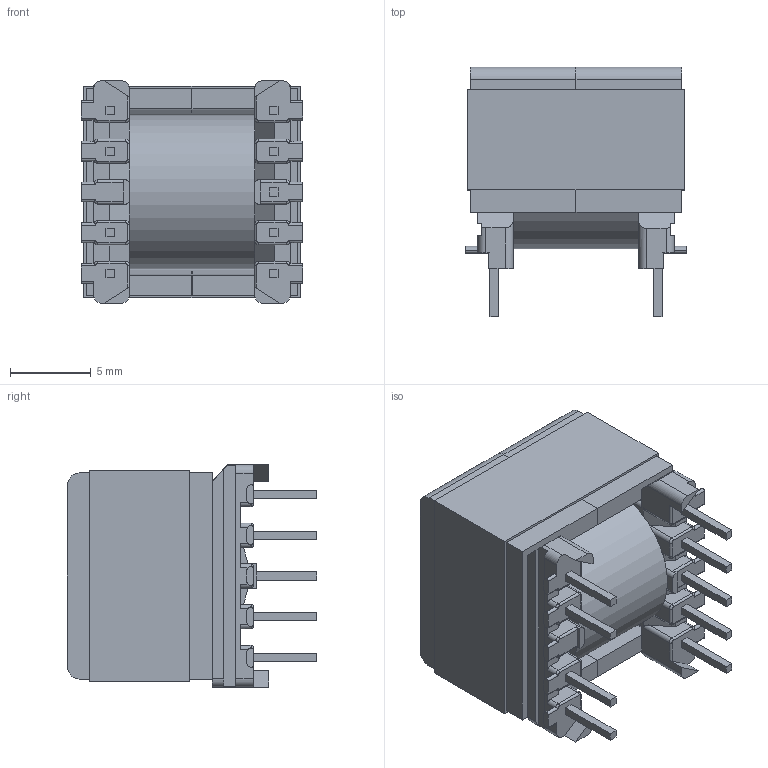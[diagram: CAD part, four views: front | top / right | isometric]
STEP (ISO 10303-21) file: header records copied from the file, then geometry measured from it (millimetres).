
FILE_DESCRIPTION (( 'STEP AP214' ), '1' );
FILE_NAME ('EP13_4370_MP3.STEP', '2021-07-01T21:19:28', ( '' ), ( '' ), 'SwSTEP 2.0', 'SolidWorks 2017', '' );
FILE_SCHEMA (( 'AUTOMOTIVE_DESIGN' ));
Length unit declared in the file: inch
Products named in the file (5): EP13_4370_MP3; 440-9988-2363; 150-2363_6A; 070-4370_6H; 070-4370_coil
Assembly tree (5 placements, depth 2):
  EP13_4370_MP3
    070-4370_6H
    070-4370_coil
    150-2363_6A  x2
    440-9988-2363
Bounding box: 13.72 x 15.47 x 13.8 mm (x, y, z)
Volume: 1677.4 mm3; surface area: 3233.5 mm2
Topology: 5 solids, 5 shells, 351 faces, 938 edges, 610 vertices
Faces by surface type: plane 179, cylinder 136, torus 36
Entity records: 11701 total; most frequent: CARTESIAN_POINT 2320, ORIENTED_EDGE 1804, DIRECTION 1782, EDGE_CURVE 902, AXIS2_PLACEMENT_3D 616, VERTEX_POINT 586, VECTOR 550, LINE 550
